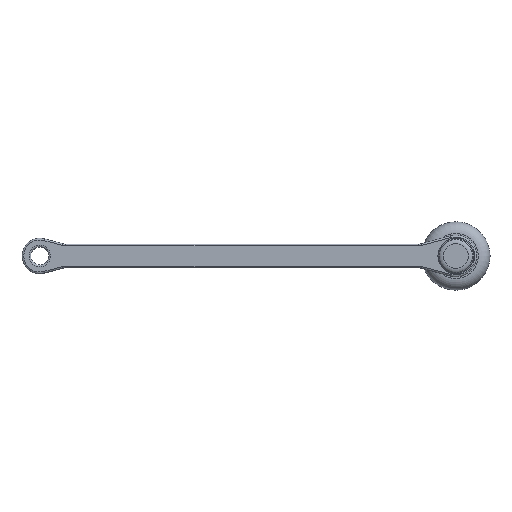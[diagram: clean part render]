
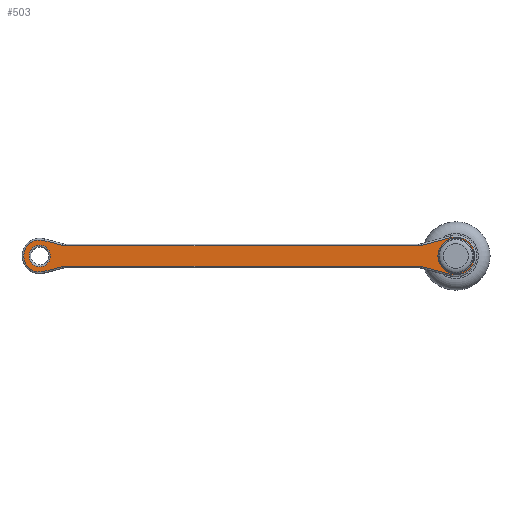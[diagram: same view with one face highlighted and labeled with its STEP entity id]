
A CAD part, left-side view. The second image highlights one B-rep face of the part: STEP entity #503.
In plain terms, the highlighted planar face has unit normal (-1, 0, 0).
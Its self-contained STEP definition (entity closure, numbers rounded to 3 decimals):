
#139=PLANE('',#2164);
#330=LINE('',#3777,#402);
#331=LINE('',#3782,#403);
#332=LINE('',#3786,#404);
#333=LINE('',#3790,#405);
#334=LINE('',#3794,#406);
#335=LINE('',#3798,#407);
#402=VECTOR('',#2689,1.);
#403=VECTOR('',#2692,1.);
#404=VECTOR('',#2695,1.);
#405=VECTOR('',#2698,1.);
#406=VECTOR('',#2701,1.);
#407=VECTOR('',#2704,1.);
#503=ADVANCED_FACE('',(#668,#669,#670),#139,.F.);
#668=FACE_BOUND('',#832,.T.);
#669=FACE_BOUND('',#833,.T.);
#670=FACE_BOUND('',#834,.T.);
#832=EDGE_LOOP('',(#1247));
#833=EDGE_LOOP('',(#1248));
#834=EDGE_LOOP('',(#1249,#1250,#1251,#1252,#1253,#1254,#1255,#1256,#1257,
#1258,#1259,#1260));
#1247=ORIENTED_EDGE('',*,*,#1773,.T.);
#1248=ORIENTED_EDGE('',*,*,#1774,.T.);
#1249=ORIENTED_EDGE('',*,*,#1775,.T.);
#1250=ORIENTED_EDGE('',*,*,#1776,.T.);
#1251=ORIENTED_EDGE('',*,*,#1777,.T.);
#1252=ORIENTED_EDGE('',*,*,#1778,.T.);
#1253=ORIENTED_EDGE('',*,*,#1779,.T.);
#1254=ORIENTED_EDGE('',*,*,#1780,.T.);
#1255=ORIENTED_EDGE('',*,*,#1781,.T.);
#1256=ORIENTED_EDGE('',*,*,#1782,.T.);
#1257=ORIENTED_EDGE('',*,*,#1783,.T.);
#1258=ORIENTED_EDGE('',*,*,#1784,.T.);
#1259=ORIENTED_EDGE('',*,*,#1785,.T.);
#1260=ORIENTED_EDGE('',*,*,#1786,.T.);
#1550=VERTEX_POINT('',#3774);
#1551=VERTEX_POINT('',#3776);
#1552=VERTEX_POINT('',#3778);
#1553=VERTEX_POINT('',#3779);
#1554=VERTEX_POINT('',#3781);
#1555=VERTEX_POINT('',#3783);
#1556=VERTEX_POINT('',#3785);
#1557=VERTEX_POINT('',#3787);
#1558=VERTEX_POINT('',#3789);
#1559=VERTEX_POINT('',#3791);
#1560=VERTEX_POINT('',#3793);
#1561=VERTEX_POINT('',#3795);
#1562=VERTEX_POINT('',#3797);
#1563=VERTEX_POINT('',#3799);
#1773=EDGE_CURVE('',#1550,#1550,#1920,.T.);
#1774=EDGE_CURVE('',#1551,#1551,#1921,.T.);
#1775=EDGE_CURVE('',#1552,#1553,#330,.T.);
#1776=EDGE_CURVE('',#1553,#1554,#1922,.T.);
#1777=EDGE_CURVE('',#1554,#1555,#331,.T.);
#1778=EDGE_CURVE('',#1555,#1556,#1923,.T.);
#1779=EDGE_CURVE('',#1556,#1557,#332,.T.);
#1780=EDGE_CURVE('',#1557,#1558,#1924,.T.);
#1781=EDGE_CURVE('',#1558,#1559,#333,.T.);
#1782=EDGE_CURVE('',#1559,#1560,#1925,.T.);
#1783=EDGE_CURVE('',#1560,#1561,#334,.T.);
#1784=EDGE_CURVE('',#1561,#1562,#1926,.T.);
#1785=EDGE_CURVE('',#1562,#1563,#335,.T.);
#1786=EDGE_CURVE('',#1563,#1552,#1927,.T.);
#1920=CIRCLE('',#2156,2.026);
#1921=CIRCLE('',#2157,1.8);
#1922=CIRCLE('',#2158,2.3);
#1923=CIRCLE('',#2159,2.3);
#1924=CIRCLE('',#2160,2.7);
#1925=CIRCLE('',#2161,2.3);
#1926=CIRCLE('',#2162,2.3);
#1927=CIRCLE('',#2163,3.2);
#2156=AXIS2_PLACEMENT_3D('',#3773,#2685,#2686);
#2157=AXIS2_PLACEMENT_3D('',#3775,#2687,#2688);
#2158=AXIS2_PLACEMENT_3D('',#3780,#2690,#2691);
#2159=AXIS2_PLACEMENT_3D('',#3784,#2693,#2694);
#2160=AXIS2_PLACEMENT_3D('',#3788,#2696,#2697);
#2161=AXIS2_PLACEMENT_3D('',#3792,#2699,#2700);
#2162=AXIS2_PLACEMENT_3D('',#3796,#2702,#2703);
#2163=AXIS2_PLACEMENT_3D('',#3800,#2705,#2706);
#2164=AXIS2_PLACEMENT_3D('',#3801,#2707,#2708);
#2685=DIRECTION('',(1.,0.,0.));
#2686=DIRECTION('',(0.,0.,1.));
#2687=DIRECTION('',(1.,0.,0.));
#2688=DIRECTION('',(0.,0.,1.));
#2689=DIRECTION('',(0.,0.966,-0.259));
#2690=DIRECTION('',(1.,0.,0.));
#2691=DIRECTION('',(0.,0.,1.));
#2692=DIRECTION('',(0.,1.,0.));
#2693=DIRECTION('',(1.,0.,0.));
#2694=DIRECTION('',(0.,0.,1.));
#2695=DIRECTION('',(0.,0.966,0.259));
#2696=DIRECTION('',(-1.,0.,0.));
#2697=DIRECTION('',(0.,0.,1.));
#2698=DIRECTION('',(0.,-0.966,0.259));
#2699=DIRECTION('',(1.,0.,0.));
#2700=DIRECTION('',(0.,0.,1.));
#2701=DIRECTION('',(0.,-1.,0.));
#2702=DIRECTION('',(1.,0.,0.));
#2703=DIRECTION('',(0.,0.,1.));
#2704=DIRECTION('',(0.,-0.966,-0.259));
#2705=DIRECTION('',(-1.,0.,0.));
#2706=DIRECTION('',(0.,0.,1.));
#2707=DIRECTION('',(1.,0.,0.));
#2708=DIRECTION('',(0.,0.,1.));
#3773=CARTESIAN_POINT('',(1.4,0.,0.));
#3774=CARTESIAN_POINT('',(1.4,0.,2.026));
#3775=CARTESIAN_POINT('',(1.4,70.,0.));
#3776=CARTESIAN_POINT('',(1.4,70.,1.8));
#3777=CARTESIAN_POINT('',(1.4,0.828,3.091));
#3778=CARTESIAN_POINT('',(1.4,0.828,3.091));
#3779=CARTESIAN_POINT('',(1.4,5.727,1.778));
#3780=CARTESIAN_POINT('',(1.4,6.322,4.));
#3781=CARTESIAN_POINT('',(1.4,6.322,1.7));
#3782=CARTESIAN_POINT('',(1.4,65.61,1.7));
#3783=CARTESIAN_POINT('',(1.4,65.61,1.7));
#3784=CARTESIAN_POINT('',(1.4,65.61,4.));
#3785=CARTESIAN_POINT('',(1.4,66.205,1.778));
#3786=CARTESIAN_POINT('',(1.4,69.301,2.608));
#3787=CARTESIAN_POINT('',(1.4,69.301,2.608));
#3788=CARTESIAN_POINT('',(1.4,70.,0.));
#3789=CARTESIAN_POINT('',(1.4,69.301,-2.608));
#3790=CARTESIAN_POINT('',(1.4,3.99,14.892));
#3791=CARTESIAN_POINT('',(1.4,66.205,-1.778));
#3792=CARTESIAN_POINT('',(1.4,65.61,-4.));
#3793=CARTESIAN_POINT('',(1.4,65.61,-1.7));
#3794=CARTESIAN_POINT('',(1.4,0.,-1.7));
#3795=CARTESIAN_POINT('',(1.4,6.322,-1.7));
#3796=CARTESIAN_POINT('',(1.4,6.322,-4.));
#3797=CARTESIAN_POINT('',(1.4,5.727,-1.778));
#3798=CARTESIAN_POINT('',(1.4,0.828,-3.091));
#3799=CARTESIAN_POINT('',(1.4,0.828,-3.091));
#3800=CARTESIAN_POINT('',(1.4,0.,0.));
#3801=CARTESIAN_POINT('',(1.4,0.,0.));
